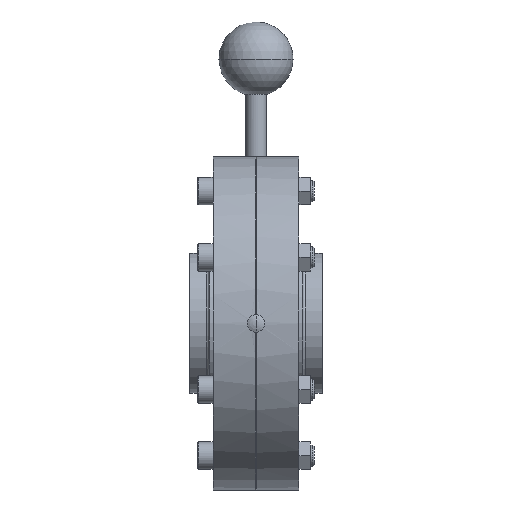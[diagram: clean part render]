
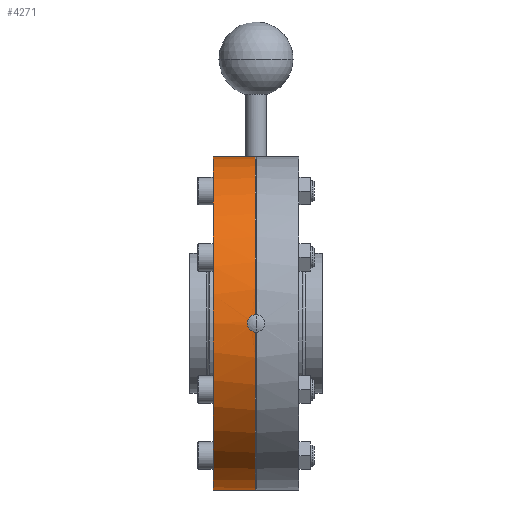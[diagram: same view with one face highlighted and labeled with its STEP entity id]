
A CAD part, front view. The second image highlights one B-rep face of the part: STEP entity #4271.
In plain terms, the highlighted cylindrical face has radius 63 mm (diameter 126 mm), a partial arc.
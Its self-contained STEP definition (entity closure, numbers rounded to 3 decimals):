
#29 = CARTESIAN_POINT ( 'NONE',  ( -0.805, -62.963, 2.172 ) ) ;
#75 = VERTEX_POINT ( 'NONE', #4111 ) ;
#188 = AXIS2_PLACEMENT_3D ( 'NONE', #474, #2955, #7881 ) ;
#212 = CARTESIAN_POINT ( 'NONE',  ( -16.25, 0., -63. ) ) ;
#306 = CARTESIAN_POINT ( 'NONE',  ( -1.806, -62.984, -1.431 ) ) ;
#474 = CARTESIAN_POINT ( 'NONE',  ( 13.589, 0., 0. ) ) ;
#560 = DIRECTION ( 'NONE',  ( 1., 0., 0. ) ) ;
#698 = CARTESIAN_POINT ( 'NONE',  ( -0.25, 0., 0. ) ) ;
#869 = CARTESIAN_POINT ( 'NONE',  ( 13.589, 0., -63. ) ) ;
#959 = VERTEX_POINT ( 'NONE', #964 ) ;
#964 = CARTESIAN_POINT ( 'NONE',  ( -0.25, 0., -63. ) ) ;
#980 = FACE_OUTER_BOUND ( 'NONE', #3097, .T. ) ;
#1039 = CARTESIAN_POINT ( 'NONE',  ( -2.198, -62.996, 0.69 ) ) ;
#1069 = CYLINDRICAL_SURFACE ( 'NONE', #188, 63. ) ;
#1085 = CARTESIAN_POINT ( 'NONE',  ( -1.515, -62.976, -1.736 ) ) ;
#1122 = CARTESIAN_POINT ( 'NONE',  ( 13.589, 0., 63. ) ) ;
#1333 = CARTESIAN_POINT ( 'NONE',  ( -0.25, -62.958, -2.286 ) ) ;
#1351 = CIRCLE ( 'NONE', #5840, 63. ) ;
#1656 = CARTESIAN_POINT ( 'NONE',  ( -2.287, -63., 0.278 ) ) ;
#1796 = EDGE_CURVE ( 'NONE', #2119, #959, #6407, .T. ) ;
#1845 = LINE ( 'NONE', #1122, #2707 ) ;
#2119 = VERTEX_POINT ( 'NONE', #212 ) ;
#2158 = CARTESIAN_POINT ( 'NONE',  ( -2.287, -63., -0.282 ) ) ;
#2192 = CARTESIAN_POINT ( 'NONE',  ( -1.176, -62.969, -1.982 ) ) ;
#2231 = EDGE_CURVE ( 'NONE', #2119, #75, #1351, .T. ) ;
#2233 = CARTESIAN_POINT ( 'NONE',  ( -2.3, -63., -0.14 ) ) ;
#2339 = AXIS2_PLACEMENT_3D ( 'NONE', #5835, #6368, #5256 ) ;
#2433 = CARTESIAN_POINT ( 'NONE',  ( -1.301, -62.971, 1.917 ) ) ;
#2707 = VECTOR ( 'NONE', #6210, 1000. ) ;
#2775 = CARTESIAN_POINT ( 'NONE',  ( -1.889, -62.986, -1.319 ) ) ;
#2784 = DIRECTION ( 'NONE',  ( 0., 0., 1. ) ) ;
#2808 = ORIENTED_EDGE ( 'NONE', *, *, #2231, .F. ) ;
#2897 = VERTEX_POINT ( 'NONE', #4860 ) ;
#2955 = DIRECTION ( 'NONE',  ( 1., 0., 0. ) ) ;
#3051 = CARTESIAN_POINT ( 'NONE',  ( -0.531, -62.96, 2.256 ) ) ;
#3097 = EDGE_LOOP ( 'NONE', ( #2808, #5040, #5391, #7769, #3821, #6627 ) ) ;
#3451 = CARTESIAN_POINT ( 'NONE',  ( -2.198, -62.996, -0.692 ) ) ;
#3461 = DIRECTION ( 'NONE',  ( -1., 0., 0. ) ) ;
#3494 = CARTESIAN_POINT ( 'NONE',  ( -0.25, -62.958, 2.286 ) ) ;
#3539 = CARTESIAN_POINT ( 'NONE',  ( -0.531, -62.96, -2.256 ) ) ;
#3821 = ORIENTED_EDGE ( 'NONE', *, *, #5160, .T. ) ;
#3985 = CARTESIAN_POINT ( 'NONE',  ( -0.8, -62.963, -2.175 ) ) ;
#4103 = CARTESIAN_POINT ( 'NONE',  ( -2.098, -62.993, -0.953 ) ) ;
#4111 = CARTESIAN_POINT ( 'NONE',  ( -16.25, 0., 63. ) ) ;
#4212 = CARTESIAN_POINT ( 'NONE',  ( -0.25, -62.958, 2.286 ) ) ;
#4271 = ADVANCED_FACE ( 'NONE', ( #980 ), #1069, .T. ) ;
#4473 = DIRECTION ( 'NONE',  ( -1., 0., 0. ) ) ;
#4512 = DIRECTION ( 'NONE',  ( 0., 0., 1. ) ) ;
#4673 = CIRCLE ( 'NONE', #2339, 63. ) ;
#4860 = CARTESIAN_POINT ( 'NONE',  ( -0.25, 0., 63. ) ) ;
#5040 = ORIENTED_EDGE ( 'NONE', *, *, #1796, .T. ) ;
#5127 = VERTEX_POINT ( 'NONE', #1333 ) ;
#5160 = EDGE_CURVE ( 'NONE', #7201, #2897, #4673, .T. ) ;
#5230 = CARTESIAN_POINT ( 'NONE',  ( -2.035, -62.991, -1.081 ) ) ;
#5256 = DIRECTION ( 'NONE',  ( 0., 0., 1. ) ) ;
#5391 = ORIENTED_EDGE ( 'NONE', *, *, #6393, .T. ) ;
#5835 = CARTESIAN_POINT ( 'NONE',  ( -0.25, 0., 0. ) ) ;
#5840 = AXIS2_PLACEMENT_3D ( 'NONE', #6272, #3461, #2784 ) ;
#6049 = CARTESIAN_POINT ( 'NONE',  ( -2.049, -62.991, 1.081 ) ) ;
#6210 = DIRECTION ( 'NONE',  ( 1., 0., 0. ) ) ;
#6272 = CARTESIAN_POINT ( 'NONE',  ( -16.25, 0., 0. ) ) ;
#6368 = DIRECTION ( 'NONE',  ( -1., 0., 0. ) ) ;
#6393 = EDGE_CURVE ( 'NONE', #959, #5127, #7847, .T. ) ;
#6407 = LINE ( 'NONE', #869, #7379 ) ;
#6476 = B_SPLINE_CURVE_WITH_KNOTS ( 'NONE', 3,
 ( #6607, #3539, #3985, #2192, #7787, #1085, #6525, #306, #2775, #5230, #4103, #3451, #7705, #2158, #2233, #7181, #1656, #6565, #1039, #6049, #6773, #7376, #2433, #29, #3051, #4212 ),
 .UNSPECIFIED., .F., .F.,
 ( 4, 2, 2, 2, 2, 2, 2, 2, 2, 2, 2, 2, 4 ),
 ( 0., 0.001, 0.001, 0.002, 0.002, 0.003, 0.003, 0.003, 0.004, 0.004, 0.005, 0.006, 0.007 ),
 .UNSPECIFIED. ) ;
#6525 = CARTESIAN_POINT ( 'NONE',  ( -1.619, -62.979, -1.64 ) ) ;
#6565 = CARTESIAN_POINT ( 'NONE',  ( -2.237, -62.998, 0.554 ) ) ;
#6607 = CARTESIAN_POINT ( 'NONE',  ( -0.25, -62.958, -2.286 ) ) ;
#6627 = ORIENTED_EDGE ( 'NONE', *, *, #7370, .F. ) ;
#6773 = CARTESIAN_POINT ( 'NONE',  ( -1.9, -62.986, 1.326 ) ) ;
#7181 = CARTESIAN_POINT ( 'NONE',  ( -2.3, -63., 0.139 ) ) ;
#7201 = VERTEX_POINT ( 'NONE', #3494 ) ;
#7277 = EDGE_CURVE ( 'NONE', #5127, #7201, #6476, .T. ) ;
#7370 = EDGE_CURVE ( 'NONE', #75, #2897, #1845, .T. ) ;
#7376 = CARTESIAN_POINT ( 'NONE',  ( -1.528, -62.976, 1.742 ) ) ;
#7379 = VECTOR ( 'NONE', #560, 1000. ) ;
#7705 = CARTESIAN_POINT ( 'NONE',  ( -2.236, -62.998, -0.558 ) ) ;
#7769 = ORIENTED_EDGE ( 'NONE', *, *, #7277, .T. ) ;
#7787 = CARTESIAN_POINT ( 'NONE',  ( -1.294, -62.971, -1.907 ) ) ;
#7844 = AXIS2_PLACEMENT_3D ( 'NONE', #698, #4473, #4512 ) ;
#7847 = CIRCLE ( 'NONE', #7844, 63. ) ;
#7881 = DIRECTION ( 'NONE',  ( 0., 0., 1. ) ) ;
